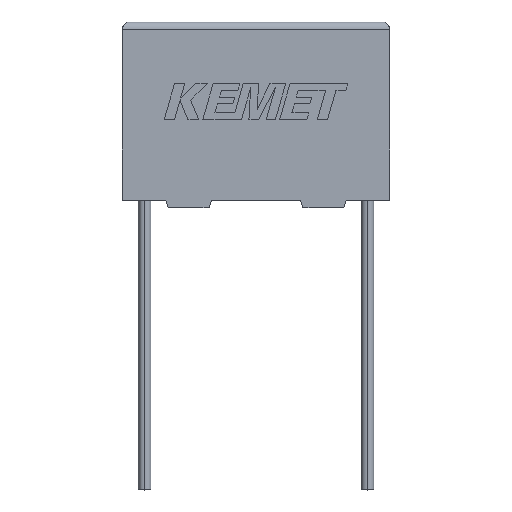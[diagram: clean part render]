
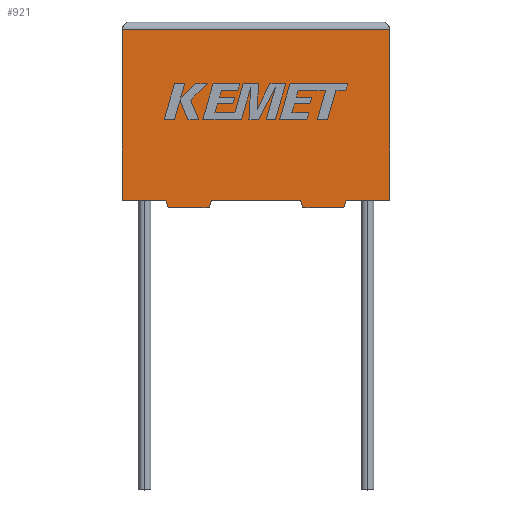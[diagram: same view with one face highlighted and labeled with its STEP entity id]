
A CAD part, top view. The second image highlights one B-rep face of the part: STEP entity #921.
In plain terms, the highlighted planar face has unit normal (0, 0, 1).
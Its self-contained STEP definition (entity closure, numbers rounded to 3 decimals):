
#21 = CARTESIAN_POINT ( 'NONE',  ( 2.94, 0., 5.5 ) ) ;
#38 = VERTEX_POINT ( 'NONE', #240 ) ;
#46 = CARTESIAN_POINT ( 'NONE',  ( 14.91, -0.5, 5.5 ) ) ;
#92 = ORIENTED_EDGE ( 'NONE', *, *, #2439, .T. ) ;
#96 = VECTOR ( 'NONE', #2374, 1000. ) ;
#100 = DIRECTION ( 'NONE',  ( 0.287, 0.958, 0. ) ) ;
#151 = LINE ( 'NONE', #2480, #1113 ) ;
#240 = CARTESIAN_POINT ( 'NONE',  ( 5.994, 0., 5.5 ) ) ;
#270 = VECTOR ( 'NONE', #2102, 1000. ) ;
#288 = CARTESIAN_POINT ( 'NONE',  ( 18., 11.5, 5.5 ) ) ;
#306 = VERTEX_POINT ( 'NONE', #288 ) ;
#386 = DIRECTION ( 'NONE',  ( 0., -1., 0. ) ) ;
#393 = VERTEX_POINT ( 'NONE', #2807 ) ;
#488 = DIRECTION ( 'NONE',  ( 0., 1., 0. ) ) ;
#529 = CARTESIAN_POINT ( 'NONE',  ( 0., 0., 5.5 ) ) ;
#600 = VECTOR ( 'NONE', #2623, 1000. ) ;
#607 = CARTESIAN_POINT ( 'NONE',  ( 12.156, -0.5, 5.5 ) ) ;
#613 = CARTESIAN_POINT ( 'NONE',  ( 0., 0., 5.5 ) ) ;
#629 = CARTESIAN_POINT ( 'NONE',  ( 3.09, -0.5, 5.5 ) ) ;
#635 = CARTESIAN_POINT ( 'NONE',  ( 0., 11.5, 5.5 ) ) ;
#637 = CARTESIAN_POINT ( 'NONE',  ( 18., 0., 5.5 ) ) ;
#668 = DIRECTION ( 'NONE',  ( -1., 0., 0. ) ) ;
#749 = LINE ( 'NONE', #1806, #1984 ) ;
#831 = ORIENTED_EDGE ( 'NONE', *, *, #1533, .T. ) ;
#839 = CARTESIAN_POINT ( 'NONE',  ( 5.844, -0.5, 5.5 ) ) ;
#849 = VERTEX_POINT ( 'NONE', #1235 ) ;
#854 = VECTOR ( 'NONE', #959, 1000. ) ;
#921 = ADVANCED_FACE ( 'NONE', ( #1919 ), #2766, .F. ) ;
#959 = DIRECTION ( 'NONE',  ( 1., 0., 0. ) ) ;
#975 = EDGE_CURVE ( 'NONE', #2881, #306, #151, .T. ) ;
#1035 = DIRECTION ( 'NONE',  ( -1., 0., 0. ) ) ;
#1080 = DIRECTION ( 'NONE',  ( -0.287, 0.958, 0. ) ) ;
#1104 = VECTOR ( 'NONE', #1080, 1000. ) ;
#1113 = VECTOR ( 'NONE', #488, 1000. ) ;
#1143 = LINE ( 'NONE', #839, #2924 ) ;
#1173 = ORIENTED_EDGE ( 'NONE', *, *, #1550, .T. ) ;
#1235 = CARTESIAN_POINT ( 'NONE',  ( 12.006, 0., 5.5 ) ) ;
#1287 = LINE ( 'NONE', #635, #96 ) ;
#1289 = LINE ( 'NONE', #2429, #2952 ) ;
#1327 = LINE ( 'NONE', #1336, #2573 ) ;
#1336 = CARTESIAN_POINT ( 'NONE',  ( 0., 0., 5.5 ) ) ;
#1355 = DIRECTION ( 'NONE',  ( 1., 0., 0. ) ) ;
#1386 = CARTESIAN_POINT ( 'NONE',  ( 0., 0., 5.5 ) ) ;
#1440 = LINE ( 'NONE', #1386, #854 ) ;
#1460 = LINE ( 'NONE', #613, #2880 ) ;
#1533 = EDGE_CURVE ( 'NONE', #1877, #3115, #1460, .T. ) ;
#1543 = EDGE_CURVE ( 'NONE', #3225, #38, #1143, .T. ) ;
#1550 = EDGE_CURVE ( 'NONE', #3115, #3080, #1649, .T. ) ;
#1618 = EDGE_CURVE ( 'NONE', #1627, #3225, #3122, .T. ) ;
#1625 = CARTESIAN_POINT ( 'NONE',  ( 3.09, -0.5, 5.5 ) ) ;
#1627 = VERTEX_POINT ( 'NONE', #629 ) ;
#1629 = CARTESIAN_POINT ( 'NONE',  ( 0., 11.5, 5.5 ) ) ;
#1649 = LINE ( 'NONE', #1884, #2513 ) ;
#1751 = EDGE_LOOP ( 'NONE', ( #2922, #92, #831, #1173, #1794, #2435, #2027, #2422, #2462, #1858, #2340, #2298 ) ) ;
#1760 = EDGE_CURVE ( 'NONE', #3080, #1627, #2030, .T. ) ;
#1794 = ORIENTED_EDGE ( 'NONE', *, *, #1760, .T. ) ;
#1806 = CARTESIAN_POINT ( 'NONE',  ( 15.06, 0., 5.5 ) ) ;
#1839 = CARTESIAN_POINT ( 'NONE',  ( 12.156, -0.5, 5.5 ) ) ;
#1858 = ORIENTED_EDGE ( 'NONE', *, *, #3249, .F. ) ;
#1877 = VERTEX_POINT ( 'NONE', #1629 ) ;
#1884 = CARTESIAN_POINT ( 'NONE',  ( 0., 0., 5.5 ) ) ;
#1919 = FACE_OUTER_BOUND ( 'NONE', #1751, .T. ) ;
#1938 = VERTEX_POINT ( 'NONE', #607 ) ;
#1984 = VECTOR ( 'NONE', #3014, 1000. ) ;
#1985 = EDGE_CURVE ( 'NONE', #1938, #849, #2425, .T. ) ;
#2027 = ORIENTED_EDGE ( 'NONE', *, *, #1543, .T. ) ;
#2030 = LINE ( 'NONE', #3090, #270 ) ;
#2036 = DIRECTION ( 'NONE',  ( 0., 0., -1. ) ) ;
#2091 = EDGE_CURVE ( 'NONE', #38, #849, #1327, .T. ) ;
#2102 = DIRECTION ( 'NONE',  ( 0.287, -0.958, 0. ) ) ;
#2170 = CARTESIAN_POINT ( 'NONE',  ( 0., 0., 5.5 ) ) ;
#2277 = VERTEX_POINT ( 'NONE', #46 ) ;
#2298 = ORIENTED_EDGE ( 'NONE', *, *, #2587, .T. ) ;
#2340 = ORIENTED_EDGE ( 'NONE', *, *, #2891, .F. ) ;
#2374 = DIRECTION ( 'NONE',  ( -1., 0., 0. ) ) ;
#2422 = ORIENTED_EDGE ( 'NONE', *, *, #2091, .T. ) ;
#2425 = LINE ( 'NONE', #1839, #1104 ) ;
#2429 = CARTESIAN_POINT ( 'NONE',  ( 14.91, -0.5, 5.5 ) ) ;
#2435 = ORIENTED_EDGE ( 'NONE', *, *, #1618, .T. ) ;
#2439 = EDGE_CURVE ( 'NONE', #306, #1877, #1287, .T. ) ;
#2462 = ORIENTED_EDGE ( 'NONE', *, *, #1985, .F. ) ;
#2480 = CARTESIAN_POINT ( 'NONE',  ( 18., 0., 5.5 ) ) ;
#2513 = VECTOR ( 'NONE', #2580, 1000. ) ;
#2573 = VECTOR ( 'NONE', #1355, 1000. ) ;
#2580 = DIRECTION ( 'NONE',  ( 1., 0., 0. ) ) ;
#2587 = EDGE_CURVE ( 'NONE', #393, #2881, #1440, .T. ) ;
#2591 = CARTESIAN_POINT ( 'NONE',  ( 5.844, -0.5, 5.5 ) ) ;
#2623 = DIRECTION ( 'NONE',  ( 1., 0., 0. ) ) ;
#2635 = AXIS2_PLACEMENT_3D ( 'NONE', #529, #2036, #1035 ) ;
#2766 = PLANE ( 'NONE',  #2635 ) ;
#2807 = CARTESIAN_POINT ( 'NONE',  ( 15.06, 0., 5.5 ) ) ;
#2880 = VECTOR ( 'NONE', #386, 1000. ) ;
#2881 = VERTEX_POINT ( 'NONE', #637 ) ;
#2891 = EDGE_CURVE ( 'NONE', #393, #2277, #749, .T. ) ;
#2922 = ORIENTED_EDGE ( 'NONE', *, *, #975, .T. ) ;
#2924 = VECTOR ( 'NONE', #100, 1000. ) ;
#2952 = VECTOR ( 'NONE', #668, 1000. ) ;
#3014 = DIRECTION ( 'NONE',  ( -0.287, -0.958, 0. ) ) ;
#3080 = VERTEX_POINT ( 'NONE', #21 ) ;
#3090 = CARTESIAN_POINT ( 'NONE',  ( 2.94, 0., 5.5 ) ) ;
#3115 = VERTEX_POINT ( 'NONE', #2170 ) ;
#3122 = LINE ( 'NONE', #1625, #600 ) ;
#3225 = VERTEX_POINT ( 'NONE', #2591 ) ;
#3249 = EDGE_CURVE ( 'NONE', #2277, #1938, #1289, .T. ) ;
